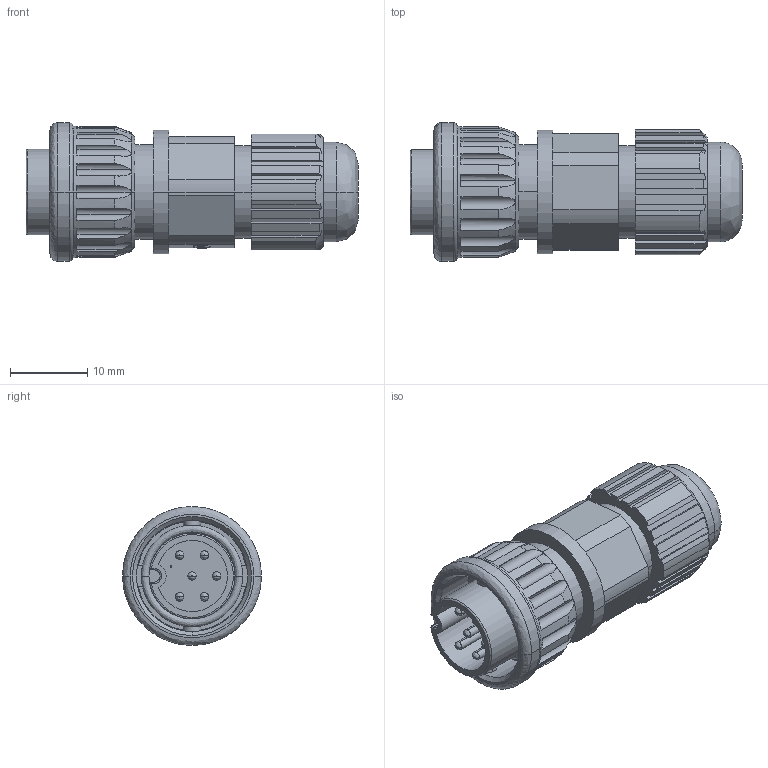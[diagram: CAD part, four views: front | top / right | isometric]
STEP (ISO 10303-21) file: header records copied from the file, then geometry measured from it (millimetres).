
FILE_DESCRIPTION (( 'STEP AP203' ), '1' );
FILE_NAME ('P176.STEP', '2020-03-31T05:42:04', ( 'edpusr' ), ( 'Microsoft' ), 'SwSTEP 2.0', 'SolidWorks 2015', '' );
FILE_SCHEMA (( 'CONFIG_CONTROL_DESIGN' ));
Length unit declared in the file: millimetre
Products named in the file (1): P176
Bounding box: 43 x 18 x 18 mm (x, y, z)
Volume: 6402.2 mm3; surface area: 4193.6 mm2
Topology: 1 solids, 1 shells, 489 faces, 1325 edges, 869 vertices
Faces by surface type: plane 259, cylinder 180, bspline 38, cone 12
Entity records: 16712 total; most frequent: CARTESIAN_POINT 4342, ORIENTED_EDGE 2642, DIRECTION 2527, EDGE_CURVE 1321, AXIS2_PLACEMENT_3D 890, VERTEX_POINT 869, LINE 747, VECTOR 747
